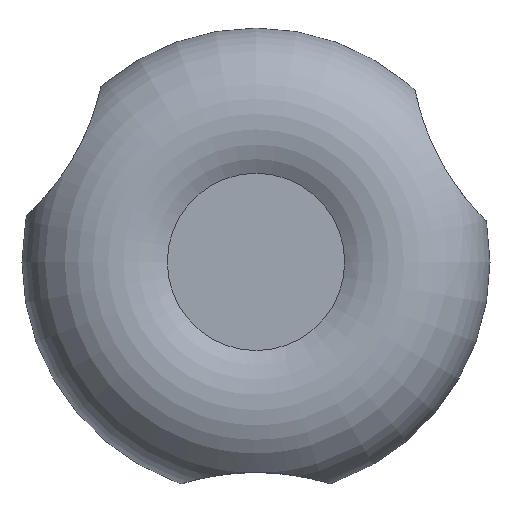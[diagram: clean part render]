
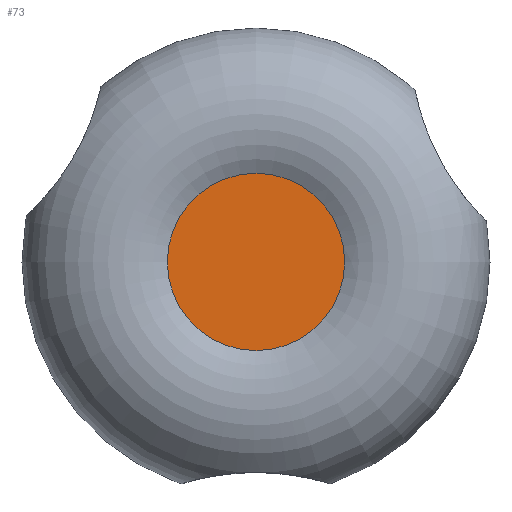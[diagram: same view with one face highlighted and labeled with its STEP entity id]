
A CAD part, top view. The second image highlights one B-rep face of the part: STEP entity #73.
In plain terms, the highlighted planar face has unit normal (0, 0, 1).
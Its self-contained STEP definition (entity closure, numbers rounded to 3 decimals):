
#73 = ADVANCED_FACE( '', ( #165 ), #166, .F. );
#165 = FACE_OUTER_BOUND( '', #287, .T. );
#166 = PLANE( '', #288 );
#287 = EDGE_LOOP( '', ( #452 ) );
#288 = AXIS2_PLACEMENT_3D( '', #453, #454, #455 );
#452 = ORIENTED_EDGE( '', *, *, #678, .T. );
#453 = CARTESIAN_POINT( '', ( 0., 5.683, 21. ) );
#454 = DIRECTION( '', ( 0., 0., -1. ) );
#455 = DIRECTION( '', ( -1., 0., 0. ) );
#678 = EDGE_CURVE( '', #802, #802, #803, .T. );
#802 = VERTEX_POINT( '', #1192 );
#803 = CIRCLE( '', #1193, 5.683 );
#1192 = CARTESIAN_POINT( '', ( 5.683, 0., 21. ) );
#1193 = AXIS2_PLACEMENT_3D( '', #1533, #1534, #1535 );
#1533 = CARTESIAN_POINT( '', ( 0., 0., 21. ) );
#1534 = DIRECTION( '', ( 0., 0., 1. ) );
#1535 = DIRECTION( '', ( 1., 0., 0. ) );
